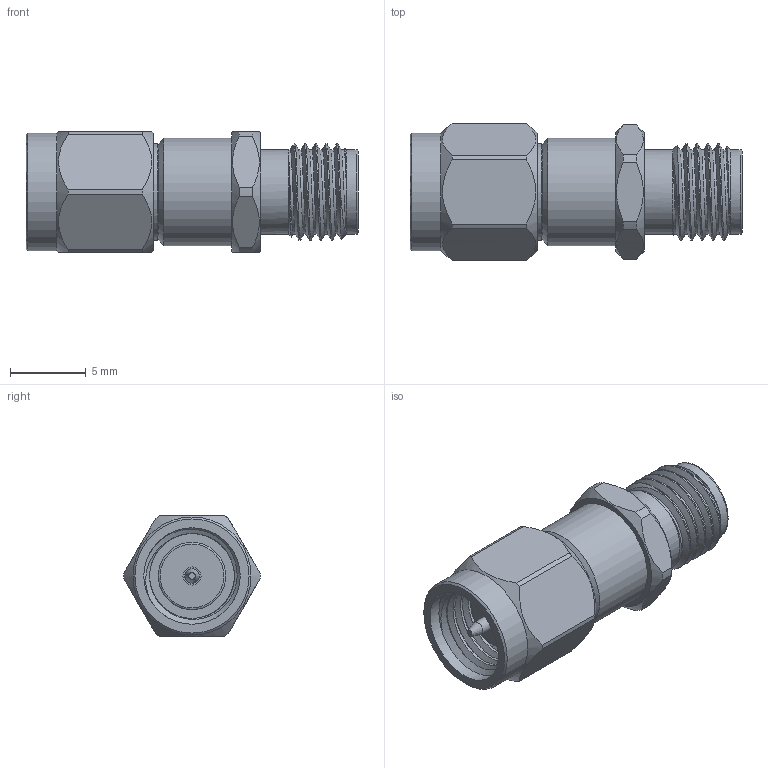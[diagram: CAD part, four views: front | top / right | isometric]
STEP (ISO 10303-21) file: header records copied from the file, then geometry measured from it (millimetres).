
FILE_DESCRIPTION (( 'STEP AP203' ), '1' );
FILE_NAME ('SD3244A_3D.step', '2022-08-02T22:08:18', ( '' ), ( '' ), 'SwSTEP 2.0', 'SolidWorks 2021', '' );
FILE_SCHEMA (( 'CONFIG_CONTROL_DESIGN' ));
Length unit declared in the file: inch
Products named in the file (1): SD3244A_3D
Bounding box: 21.84 x 8.99 x 7.94 mm (x, y, z)
Volume: 759.7 mm3; surface area: 942.7 mm2
Topology: 1 solids, 1 shells, 87 faces, 229 edges, 154 vertices
Faces by surface type: plane 32, cylinder 32, cone 15, bspline 7, torus 1
Full cylindrical faces by diameter (mm): 0.94 x2, 1.194 x2, 4.445 x1, 4.572 x1, 5.582 x2, 6.35 x7, 6.604 x1, 7.046 x1, 7.762 x1
Entity records: 5689 total; most frequent: CARTESIAN_POINT 3839, ORIENTED_EDGE 374, DIRECTION 326, EDGE_CURVE 187, VERTEX_POINT 143, AXIS2_PLACEMENT_3D 143, EDGE_LOOP 116, FACE_OUTER_BOUND 96
